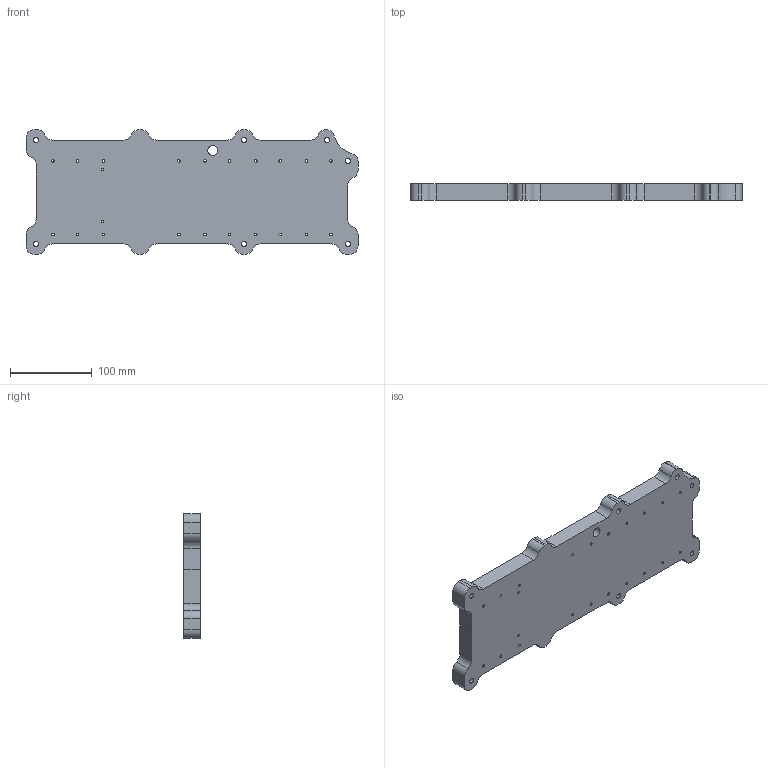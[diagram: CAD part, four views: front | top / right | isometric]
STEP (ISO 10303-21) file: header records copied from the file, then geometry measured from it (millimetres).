
FILE_DESCRIPTION(/* description */ (''),/* implementation_level */ '2;1');
FILE_NAME(/* name */ 'NicoLase3600HeatSinkBlock.step',/* time_stamp */ '2019-04-18T14:19:39-07:00',/* author */ (''),/* organization */ (''),/* preprocessor_version */ 'ST-DEVELOPER v17.2',/* originating_system */ 'Autodesk Translation Framework v7.6.0.251',/* authorisation */ '');
FILE_SCHEMA (('AUTOMOTIVE_DESIGN { 1 0 10303 214 3 1 1 }'));
Length unit declared in the file: millimetre
Products named in the file (1): HeatSinkBlock6HeadImperial
Bounding box: 406 x 20.37 x 152 mm (x, y, z)
Volume: 1032470.4 mm3; surface area: 136437.5 mm2
Topology: 1 solids, 1 shells, 125 faces, 336 edges, 230 vertices
Faces by surface type: cylinder 85, plane 40
Full cylindrical faces by diameter (mm): 2.529 x4, 3.332 x24, 6.5 x9, 11 x9, 12 x1
Entity records: 4195 total; most frequent: DIRECTION 776, CARTESIAN_POINT 692, ORIENTED_EDGE 672, EDGE_CURVE 336, AXIS2_PLACEMENT_3D 314, VERTEX_POINT 230, EDGE_LOOP 202, CIRCLE 188
